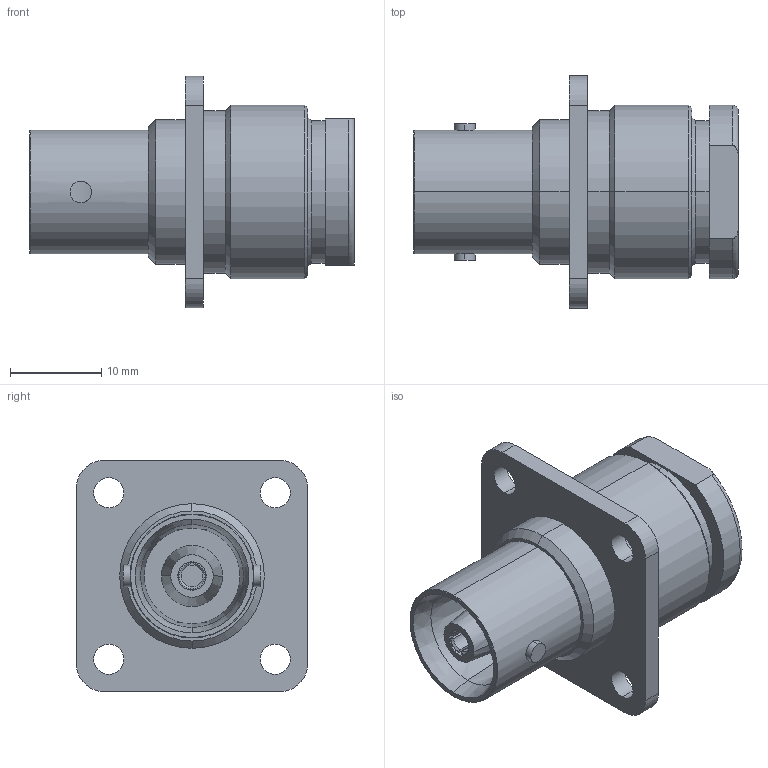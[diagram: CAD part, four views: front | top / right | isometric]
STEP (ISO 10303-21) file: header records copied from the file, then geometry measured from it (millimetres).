
FILE_DESCRIPTION (( 'STEP AP203' ), '1' );
FILE_NAME ('R166268000.STEP', '2025-10-21T12:02:41', ( '' ), ( '' ), 'SwSTEP 2.0', 'SolidWorks 2025', '' );
FILE_SCHEMA (( 'CONFIG_CONTROL_DESIGN' ));
Length unit declared in the file: millimetre
Products named in the file (2): R166268000; Pièce1^R166.268.000
Assembly tree (1 placements, depth 2):
  R166268000
    Pièce1^R166.268.000
Bounding box: 35.58 x 25.4 x 25.4 mm (x, y, z)
Volume: 6792.3 mm3; surface area: 4127.1 mm2
Topology: 1 solids, 1 shells, 100 faces, 242 edges, 156 vertices
Faces by surface type: cylinder 38, plane 38, cone 20, torus 4
Entity records: 3312 total; most frequent: CARTESIAN_POINT 688, DIRECTION 546, ORIENTED_EDGE 484, EDGE_CURVE 242, AXIS2_PLACEMENT_3D 220, VERTEX_POINT 156, EDGE_LOOP 120, CIRCLE 116
